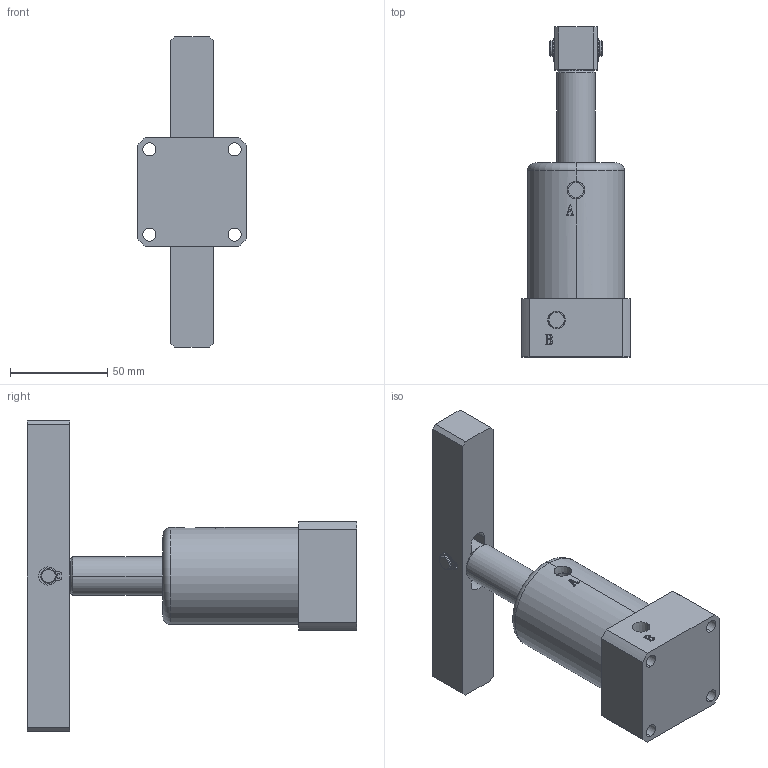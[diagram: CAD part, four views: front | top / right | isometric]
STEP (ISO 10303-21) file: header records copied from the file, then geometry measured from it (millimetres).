
FILE_DESCRIPTION (( 'STEP AP203' ), '1' );
FILE_NAME ('HSL-32D-E.STEP', '2019-10-05T08:21:37', ( '微软用户' ), ( '微软中国' ), 'SwSTEP 2.0', 'SolidWorks 2012', '' );
FILE_SCHEMA (( 'CONFIG_CONTROL_DESIGN' ));
Length unit declared in the file: millimetre
Products named in the file (6): HSL-32D-E; HSL-32D蛌褒詰嶺裝-E; HSL-32D蛌褒詰隅弇种; HSL-32D-11-30蛌褒詰掛极; HSL-32D蛌褒詰揤旋杻秶; circlips for shaft--type a small gb_GB_CONNECTING_PIECE_RING_RRA 8
Assembly tree (6 placements, depth 2):
  HSL-32D-E
    HSL-32D-11-30蛌褒詰掛极
    HSL-32D蛌褒詰隅弇种
    HSL-32D蛌褒詰嶺裝-E
    HSL-32D蛌褒詰揤旋杻秶
    circlips for shaft--type a small gb_GB_CONNECTING_PIECE_RING_RRA 8  x2
Bounding box: 56 x 170 x 160 mm (x, y, z)
Volume: 277995.9 mm3; surface area: 60348 mm2
Topology: 6 solids, 6 shells, 201 faces, 499 edges, 326 vertices
Faces by surface type: plane 86, cylinder 77, cone 16, bspline 16, torus 6
Entity records: 6816 total; most frequent: CARTESIAN_POINT 1860, DIRECTION 903, ORIENTED_EDGE 884, EDGE_CURVE 442, AXIS2_PLACEMENT_3D 335, VERTEX_POINT 288, VECTOR 233, LINE 233
